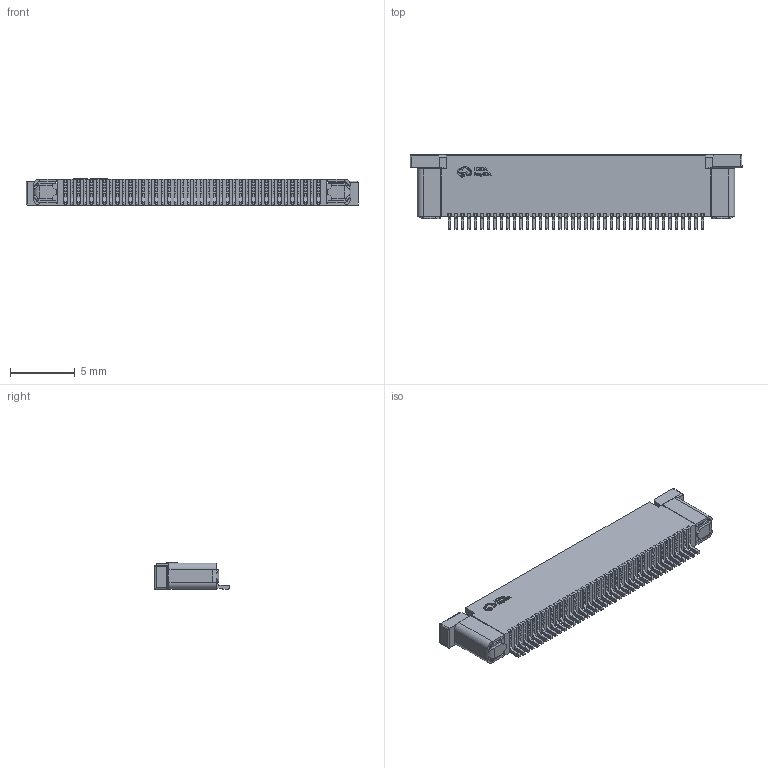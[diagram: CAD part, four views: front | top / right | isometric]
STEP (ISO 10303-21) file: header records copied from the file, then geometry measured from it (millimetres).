
FILE_DESCRIPTION (( 'STEP AP214' ), '1' );
FILE_NAME ('FPC-SMD_P0.50-40P_LCS-SJ-H2.0.step', '2022-07-06T16:10:46', ( '' ), ( '' ), 'SwSTEP 2.0', 'SolidWorks 2020', '' );
FILE_SCHEMA (( 'AUTOMOTIVE_DESIGN' ));
Length unit declared in the file: millimetre
Products named in the file (1): FPC-SMD_P0.50-40P_LCS-SJ-H2.0
Bounding box: 25.6 x 5.75 x 2.01 mm (x, y, z)
Volume: 144.7 mm3; surface area: 1241.4 mm2
Topology: 44 solids, 44 shells, 2515 faces, 7298 edges, 4820 vertices
Faces by surface type: plane 2019, cylinder 349, bspline 146, sphere 1
Entity records: 111124 total; most frequent: CARTESIAN_POINT 18301, ORIENTED_EDGE 14594, DIRECTION 12410, EDGE_CURVE 7297, VECTOR 6304, LINE 6304, VERTEX_POINT 4820, AXIS2_PLACEMENT_3D 3053
